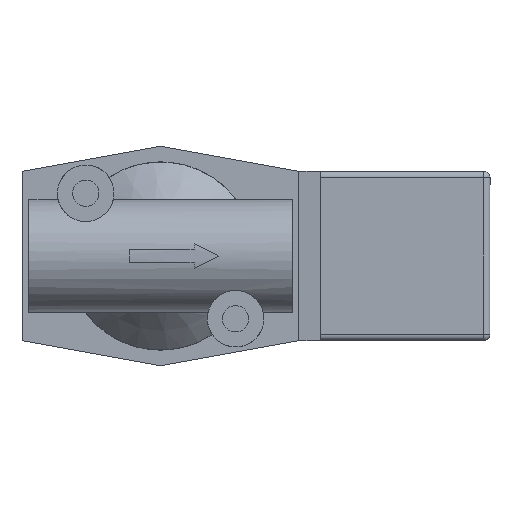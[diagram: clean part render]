
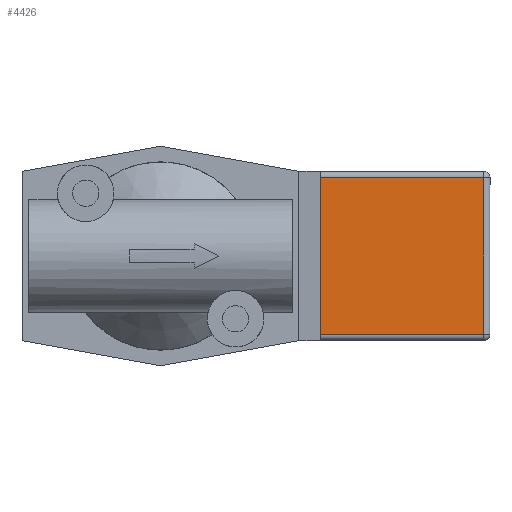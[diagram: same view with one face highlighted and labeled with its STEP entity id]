
A CAD part, front view. The second image highlights one B-rep face of the part: STEP entity #4426.
In plain terms, the highlighted planar face has unit normal (0, -1, 0).
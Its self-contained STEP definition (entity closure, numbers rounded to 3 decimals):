
#284=PLANE('',#4832);
#486=FACE_OUTER_BOUND('',#771,.T.);
#771=EDGE_LOOP('',(#3679,#3680,#3681,#3682));
#1171=LINE('',#7479,#1542);
#1172=LINE('',#7481,#1543);
#1173=LINE('',#7483,#1544);
#1174=LINE('',#7484,#1545);
#1542=VECTOR('',#5844,10.);
#1543=VECTOR('',#5845,10.);
#1544=VECTOR('',#5846,10.);
#1545=VECTOR('',#5847,10.);
#2143=VERTEX_POINT('',#7477);
#2144=VERTEX_POINT('',#7478);
#2145=VERTEX_POINT('',#7480);
#2146=VERTEX_POINT('',#7482);
#2690=EDGE_CURVE('',#2143,#2144,#1171,.T.);
#2691=EDGE_CURVE('',#2145,#2143,#1172,.T.);
#2692=EDGE_CURVE('',#2146,#2145,#1173,.T.);
#2693=EDGE_CURVE('',#2146,#2144,#1174,.T.);
#3679=ORIENTED_EDGE('',*,*,#2690,.F.);
#3680=ORIENTED_EDGE('',*,*,#2691,.F.);
#3681=ORIENTED_EDGE('',*,*,#2692,.F.);
#3682=ORIENTED_EDGE('',*,*,#2693,.T.);
#4426=ADVANCED_FACE('',(#486),#284,.T.);
#4832=AXIS2_PLACEMENT_3D('',#7476,#5842,#5843);
#5842=DIRECTION('center_axis',(0.,-1.,0.));
#5843=DIRECTION('ref_axis',(0.,0.,
-1.));
#5844=DIRECTION('',(-1.,0.,0.));
#5845=DIRECTION('',(0.,0.,-1.));
#5846=DIRECTION('',(1.,0.,0.));
#5847=DIRECTION('',(0.,0.,-1.));
#7476=CARTESIAN_POINT('Origin',(25.5,15.5,13.5));
#7477=CARTESIAN_POINT('',(51.5,15.5,-12.5));
#7478=CARTESIAN_POINT('',(25.5,15.5,-12.5));
#7479=CARTESIAN_POINT('',(25.5,15.5,-12.5));
#7480=CARTESIAN_POINT('',(51.5,15.5,12.5));
#7481=CARTESIAN_POINT('',(51.5,15.5,6.75));
#7482=CARTESIAN_POINT('',(25.5,15.5,12.5));
#7483=CARTESIAN_POINT('',(25.5,15.5,12.5));
#7484=CARTESIAN_POINT('',(25.5,15.5,13.5));
